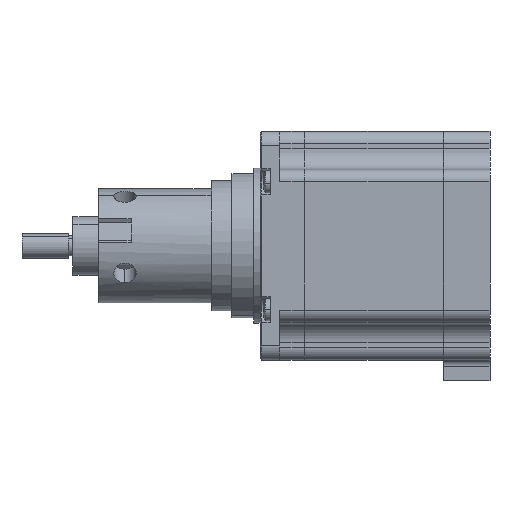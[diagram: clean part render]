
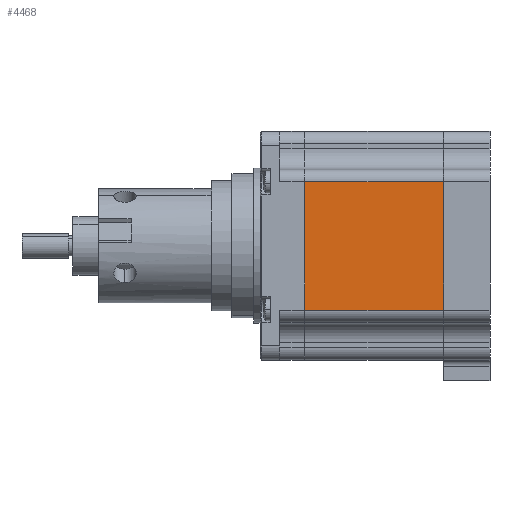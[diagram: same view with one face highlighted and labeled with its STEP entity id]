
A CAD part, left-side view. The second image highlights one B-rep face of the part: STEP entity #4468.
In plain terms, the highlighted planar face has unit normal (-1, 0, 0).
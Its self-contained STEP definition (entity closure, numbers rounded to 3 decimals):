
#153 = ORIENTED_EDGE ( 'NONE', *, *, #17661, .F. ) ;
#532 = VERTEX_POINT ( 'NONE', #17914 ) ;
#969 = ORIENTED_EDGE ( 'NONE', *, *, #7236, .T. ) ;
#1306 = VERTEX_POINT ( 'NONE', #6727 ) ;
#2045 = PLANE ( 'NONE',  #8035 ) ;
#2115 = DIRECTION ( 'NONE',  ( 1., 0., 0. ) ) ;
#2776 = EDGE_CURVE ( 'NONE', #1306, #14605, #10826, .T. ) ;
#2849 = DIRECTION ( 'NONE',  ( 0., 1., 0. ) ) ;
#4468 = ADVANCED_FACE ( 'NONE', ( #17905 ), #2045, .F. ) ;
#4691 = LINE ( 'NONE', #5006, #17276 ) ;
#4757 = DIRECTION ( 'NONE',  ( 0., 1., 0. ) ) ;
#4800 = CARTESIAN_POINT ( 'NONE',  ( -13.284, 19.453, 19.053 ) ) ;
#5006 = CARTESIAN_POINT ( 'NONE',  ( -13.284, 19.453, -12.547 ) ) ;
#5354 = CARTESIAN_POINT ( 'NONE',  ( -13.284, -14.547, -12.547 ) ) ;
#5524 = CARTESIAN_POINT ( 'NONE',  ( -13.284, 19.453, -12.547 ) ) ;
#6688 = LINE ( 'NONE', #15775, #18754 ) ;
#6727 = CARTESIAN_POINT ( 'NONE',  ( -13.284, -14.547, 19.053 ) ) ;
#7236 = EDGE_CURVE ( 'NONE', #14605, #16355, #4691, .T. ) ;
#7478 = DIRECTION ( 'NONE',  ( 0., 0., -1. ) ) ;
#8035 = AXIS2_PLACEMENT_3D ( 'NONE', #5354, #2115, #13704 ) ;
#8049 = CARTESIAN_POINT ( 'NONE',  ( -13.284, -14.547, -12.547 ) ) ;
#8659 = EDGE_LOOP ( 'NONE', ( #969, #19840, #153, #21080 ) ) ;
#10029 = EDGE_CURVE ( 'NONE', #532, #16355, #16304, .T. ) ;
#10826 = LINE ( 'NONE', #20915, #19026 ) ;
#13704 = DIRECTION ( 'NONE',  ( 0., 1., 0. ) ) ;
#14605 = VERTEX_POINT ( 'NONE', #4800 ) ;
#15775 = CARTESIAN_POINT ( 'NONE',  ( -13.284, -14.547, -12.547 ) ) ;
#16304 = LINE ( 'NONE', #8049, #20120 ) ;
#16355 = VERTEX_POINT ( 'NONE', #5524 ) ;
#16620 = DIRECTION ( 'NONE',  ( 0., 0., -1. ) ) ;
#17276 = VECTOR ( 'NONE', #16620, 1000. ) ;
#17661 = EDGE_CURVE ( 'NONE', #1306, #532, #6688, .T. ) ;
#17905 = FACE_OUTER_BOUND ( 'NONE', #8659, .T. ) ;
#17914 = CARTESIAN_POINT ( 'NONE',  ( -13.284, -14.547, -12.547 ) ) ;
#18754 = VECTOR ( 'NONE', #7478, 1000. ) ;
#19026 = VECTOR ( 'NONE', #2849, 1000. ) ;
#19840 = ORIENTED_EDGE ( 'NONE', *, *, #10029, .F. ) ;
#20120 = VECTOR ( 'NONE', #4757, 1000. ) ;
#20915 = CARTESIAN_POINT ( 'NONE',  ( -13.284, -14.547, 19.053 ) ) ;
#21080 = ORIENTED_EDGE ( 'NONE', *, *, #2776, .T. ) ;
